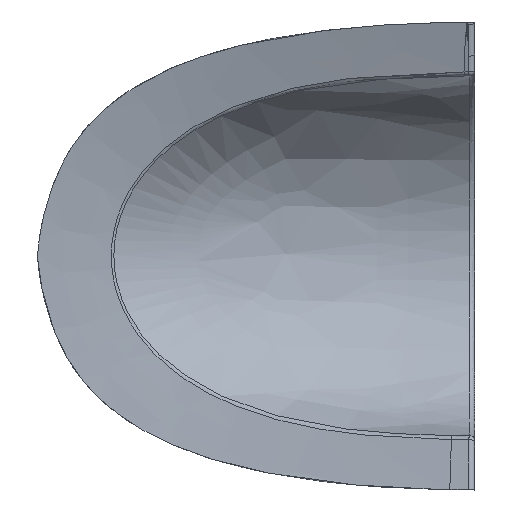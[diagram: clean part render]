
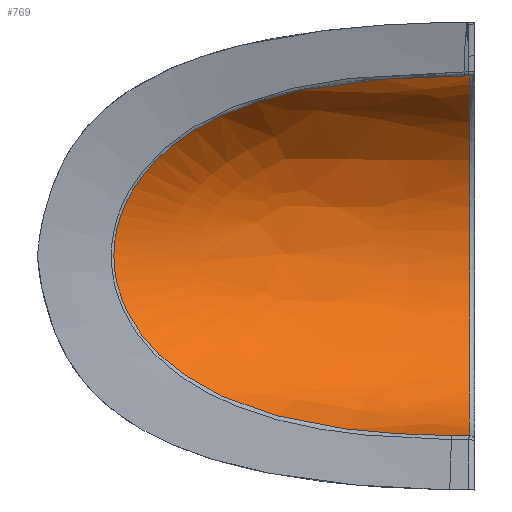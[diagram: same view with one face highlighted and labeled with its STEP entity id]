
A CAD part, front view. The second image highlights one B-rep face of the part: STEP entity #769.
In plain terms, the highlighted free-form (B-spline) face has degree [2, 2] with [9, 3] control points.
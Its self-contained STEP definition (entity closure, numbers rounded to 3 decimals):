
#17=(
BOUNDED_SURFACE()
B_SPLINE_SURFACE(2,2,((#1908,#1909,#1910),(#1911,#1912,#1913),(#1914,#1915,
#1916),(#1917,#1918,#1919),(#1920,#1921,#1922),(#1923,#1924,#1925),(#1926,
#1927,#1928),(#1929,#1930,#1931),(#1932,#1933,#1934)),.UNSPECIFIED.,.T.,
 .F.,.F.)
B_SPLINE_SURFACE_WITH_KNOTS((3,2,2,2,3),(3,3),(0.01,1.581,
3.152,4.723,6.293),(-0.033,
0.613),.UNSPECIFIED.)
GEOMETRIC_REPRESENTATION_ITEM()
RATIONAL_B_SPLINE_SURFACE(((1.,0.948,1.),(0.707,
0.671,0.707),(1.,0.948,1.),(0.707,
0.671,0.707),(1.,0.948,1.),(0.707,
0.671,0.707),(1.,0.948,1.),(0.707,
0.671,0.707),(1.,0.948,1.)))
REPRESENTATION_ITEM('')
SURFACE()
);
#108=FACE_OUTER_BOUND('',#158,.T.);
#158=EDGE_LOOP('',(#522,#523,#524,#525));
#221=B_SPLINE_CURVE_WITH_KNOTS('',3,(#1677,#1678,#1679,#1680),
 .UNSPECIFIED.,.F.,.F.,(4,4),(0.,0.286),.UNSPECIFIED.);
#222=B_SPLINE_CURVE_WITH_KNOTS('',3,(#1784,#1785,#1786,#1787,#1788,#1789,
#1790,#1791,#1792,#1793,#1794,#1795,#1796,#1797,#1798,#1799,#1800,#1801,
#1802,#1803),.UNSPECIFIED.,.F.,.F.,(4,1,1,1,1,1,1,1,1,1,1,1,1,1,1,1,1,4),
(-52.353,-48.613,-44.874,-39.888,
-37.395,-34.902,-32.409,-29.916,
-27.423,-24.93,-22.437,-19.944,
-17.451,-14.958,-9.972,-7.479,-3.739,
0.),.UNSPECIFIED.);
#225=B_SPLINE_CURVE_WITH_KNOTS('',3,(#1851,#1852,#1853,#1854),
 .UNSPECIFIED.,.F.,.F.,(4,4),(-1.049,0.001),
 .UNSPECIFIED.);
#230=B_SPLINE_CURVE_WITH_KNOTS('',3,(#1935,#1936,#1937,#1938,#1939,#1940,
#1941,#1942,#1943,#1944),.UNSPECIFIED.,.F.,.F.,(4,1,1,1,1,1,1,4),(-34.341,
-29.482,-24.623,-19.765,-14.906,
-10.047,-5.188,-0.329),.UNSPECIFIED.);
#302=VERTEX_POINT('',#1668);
#304=VERTEX_POINT('',#1675);
#306=VERTEX_POINT('',#1782);
#308=VERTEX_POINT('',#1849);
#380=EDGE_CURVE('',#304,#302,#221,.T.);
#382=EDGE_CURVE('',#306,#304,#222,.T.);
#386=EDGE_CURVE('',#308,#306,#225,.T.);
#398=EDGE_CURVE('',#302,#308,#230,.T.);
#522=ORIENTED_EDGE('',*,*,#380,.F.);
#523=ORIENTED_EDGE('',*,*,#382,.F.);
#524=ORIENTED_EDGE('',*,*,#386,.F.);
#525=ORIENTED_EDGE('',*,*,#398,.F.);
#769=ADVANCED_FACE('',(#108),#17,.T.);
#1668=CARTESIAN_POINT('',(-4.085,3.063,107.443));
#1675=CARTESIAN_POINT('',(-6.908,3.489,107.416));
#1677=CARTESIAN_POINT('Ctrl Pts',(-6.908,3.489,107.416));
#1678=CARTESIAN_POINT('Ctrl Pts',(-5.967,3.344,107.426));
#1679=CARTESIAN_POINT('Ctrl Pts',(-5.026,3.202,107.435));
#1680=CARTESIAN_POINT('Ctrl Pts',(-4.085,3.063,107.443));
#1782=CARTESIAN_POINT('',(-14.431,4.65,-107.31));
#1784=CARTESIAN_POINT('Ctrl Pts',(-14.431,4.65,-107.31));
#1785=CARTESIAN_POINT('Ctrl Pts',(-26.714,6.543,-107.096));
#1786=CARTESIAN_POINT('Ctrl Pts',(-51.238,10.302,-106.248));
#1787=CARTESIAN_POINT('Ctrl Pts',(-91.876,16.48,-102.16));
#1788=CARTESIAN_POINT('Ctrl Pts',(-127.753,21.904,-94.1));
#1789=CARTESIAN_POINT('Ctrl Pts',(-157.806,26.444,-81.581));
#1790=CARTESIAN_POINT('Ctrl Pts',(-178.655,29.594,-68.925));
#1791=CARTESIAN_POINT('Ctrl Pts',(-196.737,32.33,-52.504));
#1792=CARTESIAN_POINT('Ctrl Pts',(-210.336,34.39,-32.141));
#1793=CARTESIAN_POINT('Ctrl Pts',(-217.305,35.447,-8.563));
#1794=CARTESIAN_POINT('Ctrl Pts',(-216.001,35.249,16.021));
#1795=CARTESIAN_POINT('Ctrl Pts',(-206.774,33.85,38.779));
#1796=CARTESIAN_POINT('Ctrl Pts',(-191.58,31.549,57.954));
#1797=CARTESIAN_POINT('Ctrl Pts',(-172.509,28.665,73.183));
#1798=CARTESIAN_POINT('Ctrl Pts',(-143.866,24.338,88.636));
#1799=CARTESIAN_POINT('Ctrl Pts',(-112.508,19.601,97.945));
#1800=CARTESIAN_POINT('Ctrl Pts',(-76.33,14.118,103.925));
#1801=CARTESIAN_POINT('Ctrl Pts',(-43.723,9.154,106.659));
#1802=CARTESIAN_POINT('Ctrl Pts',(-19.197,5.388,107.282));
#1803=CARTESIAN_POINT('Ctrl Pts',(-6.908,3.489,107.416));
#1849=CARTESIAN_POINT('',(-4.085,3.052,-107.443));
#1851=CARTESIAN_POINT('Ctrl Pts',(-4.085,3.052,-107.443));
#1852=CARTESIAN_POINT('Ctrl Pts',(-7.535,3.586,-107.413));
#1853=CARTESIAN_POINT('Ctrl Pts',(-10.983,4.121,-107.37));
#1854=CARTESIAN_POINT('Ctrl Pts',(-14.43,4.658,-107.31));
#1908=CARTESIAN_POINT('Ctrl Pts',(12.24,2.141,-107.494));
#1909=CARTESIAN_POINT('Ctrl Pts',(-110.71,-6.274,-107.494));
#1910=CARTESIAN_POINT('Ctrl Pts',(-203.8,-87.032,-107.494));
#1911=CARTESIAN_POINT('Ctrl Pts',(15.827,109.576,-106.396));
#1912=CARTESIAN_POINT('Ctrl Pts',(-143.098,102.362,-106.396));
#1913=CARTESIAN_POINT('Ctrl Pts',(-265.632,0.899,-106.396));
#1914=CARTESIAN_POINT('Ctrl Pts',(15.791,108.478,1.098));
#1915=CARTESIAN_POINT('Ctrl Pts',(-142.767,101.252,1.098));
#1916=CARTESIAN_POINT('Ctrl Pts',(-265.001,0.001,
1.098));
#1917=CARTESIAN_POINT('Ctrl Pts',(15.754,107.381,108.593));
#1918=CARTESIAN_POINT('Ctrl Pts',(-142.436,100.142,108.593));
#1919=CARTESIAN_POINT('Ctrl Pts',(-264.369,-0.897,
108.593));
#1920=CARTESIAN_POINT('Ctrl Pts',(12.167,-0.054,
107.494));
#1921=CARTESIAN_POINT('Ctrl Pts',(-110.049,-8.493,107.494));
#1922=CARTESIAN_POINT('Ctrl Pts',(-202.537,-88.828,107.494));
#1923=CARTESIAN_POINT('Ctrl Pts',(8.579,-107.488,106.396));
#1924=CARTESIAN_POINT('Ctrl Pts',(-77.661,-117.129,106.396));
#1925=CARTESIAN_POINT('Ctrl Pts',(-140.705,-176.759,106.396));
#1926=CARTESIAN_POINT('Ctrl Pts',(8.616,-106.391,-1.098));
#1927=CARTESIAN_POINT('Ctrl Pts',(-77.992,-116.019,-1.098));
#1928=CARTESIAN_POINT('Ctrl Pts',(-141.337,-175.861,-1.098));
#1929=CARTESIAN_POINT('Ctrl Pts',(8.652,-105.293,-108.593));
#1930=CARTESIAN_POINT('Ctrl Pts',(-78.323,-114.91,-108.593));
#1931=CARTESIAN_POINT('Ctrl Pts',(-141.968,-174.963,-108.593));
#1932=CARTESIAN_POINT('Ctrl Pts',(12.24,2.141,-107.494));
#1933=CARTESIAN_POINT('Ctrl Pts',(-110.71,-6.274,-107.494));
#1934=CARTESIAN_POINT('Ctrl Pts',(-203.8,-87.032,-107.494));
#1935=CARTESIAN_POINT('Ctrl Pts',(-4.085,3.063,107.443));
#1936=CARTESIAN_POINT('Ctrl Pts',(-4.036,18.813,106.931));
#1937=CARTESIAN_POINT('Ctrl Pts',(-3.952,50.078,98.9));
#1938=CARTESIAN_POINT('Ctrl Pts',(-3.872,87.402,68.03));
#1939=CARTESIAN_POINT('Ctrl Pts',(-3.833,108.039,24.214));
#1940=CARTESIAN_POINT('Ctrl Pts',(-3.833,108.032,-24.224));
#1941=CARTESIAN_POINT('Ctrl Pts',(-3.872,87.399,-68.041));
#1942=CARTESIAN_POINT('Ctrl Pts',(-3.952,50.067,-98.902));
#1943=CARTESIAN_POINT('Ctrl Pts',(-4.036,18.802,-106.933));
#1944=CARTESIAN_POINT('Ctrl Pts',(-4.085,3.052,-107.443));
